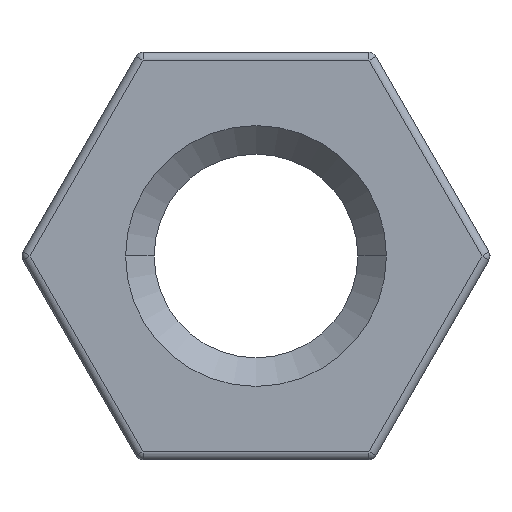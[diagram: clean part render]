
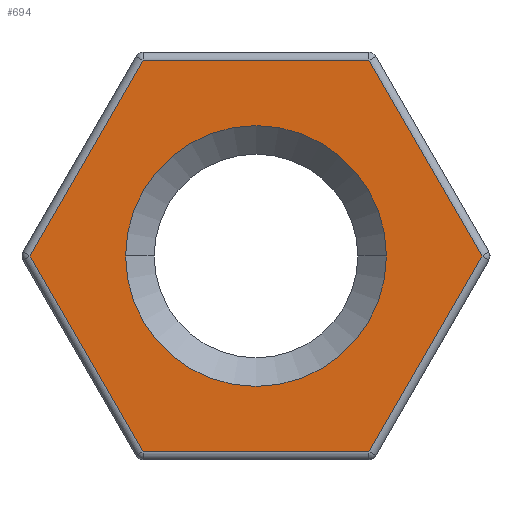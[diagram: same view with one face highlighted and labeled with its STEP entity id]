
A CAD part, left-side view. The second image highlights one B-rep face of the part: STEP entity #694.
In plain terms, the highlighted planar face has unit normal (-1, 0, 0).
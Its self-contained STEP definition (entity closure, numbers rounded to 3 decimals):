
#11 = DIRECTION ( 'NONE',  ( 0., 1., 0. ) ) ;
#13 = ORIENTED_EDGE ( 'NONE', *, *, #520, .T. ) ;
#15 = ORIENTED_EDGE ( 'NONE', *, *, #616, .T. ) ;
#16 = PLANE ( 'NONE',  #983 ) ;
#17 = ORIENTED_EDGE ( 'NONE', *, *, #1163, .T. ) ;
#22 = ORIENTED_EDGE ( 'NONE', *, *, #567, .T. ) ;
#23 = CARTESIAN_POINT ( 'NONE',  ( 0., 0., 0. ) ) ;
#24 = DIRECTION ( 'NONE',  ( 1., 0., 0. ) ) ;
#29 = ORIENTED_EDGE ( 'NONE', *, *, #697, .T. ) ;
#31 = DIRECTION ( 'NONE',  ( 1., 0., 0. ) ) ;
#33 = LINE ( 'NONE', #292, #883 ) ;
#47 = ORIENTED_EDGE ( 'NONE', *, *, #481, .T. ) ;
#56 = ORIENTED_EDGE ( 'NONE', *, *, #1073, .T. ) ;
#78 = ORIENTED_EDGE ( 'NONE', *, *, #815, .T. ) ;
#126 = DIRECTION ( 'NONE',  ( 0., 1., 0. ) ) ;
#127 = CARTESIAN_POINT ( 'NONE',  ( 0., 0., 2.4 ) ) ;
#150 = VERTEX_POINT ( 'NONE', #1274 ) ;
#156 = DIRECTION ( 'NONE',  ( 0., 1., 0. ) ) ;
#169 = LINE ( 'NONE', #453, #955 ) ;
#181 = DIRECTION ( 'NONE',  ( 0., -0.5, -0.866 ) ) ;
#206 = EDGE_LOOP ( 'NONE', ( #56, #78 ) ) ;
#245 = CARTESIAN_POINT ( 'NONE',  ( 0., 0., 0. ) ) ;
#251 = EDGE_LOOP ( 'NONE', ( #13, #15, #17, #22, #29, #47 ) ) ;
#285 = DIRECTION ( 'NONE',  ( 0., -1., 0. ) ) ;
#292 = CARTESIAN_POINT ( 'NONE',  ( 0., 0., -2.4 ) ) ;
#316 = LINE ( 'NONE', #324, #1050 ) ;
#323 = VERTEX_POINT ( 'NONE', #636 ) ;
#324 = CARTESIAN_POINT ( 'NONE',  ( 0., 2.078, -1.2 ) ) ;
#361 = DIRECTION ( 'NONE',  ( 0., 0.5, 0.866 ) ) ;
#362 = CARTESIAN_POINT ( 'NONE',  ( 0., -2.078, 1.2 ) ) ;
#366 = CARTESIAN_POINT ( 'NONE',  ( 0., -1.386, 2.4 ) ) ;
#390 = CARTESIAN_POINT ( 'NONE',  ( 0., 1.6, 0. ) ) ;
#431 = FACE_BOUND ( 'NONE', #206, .T. ) ;
#453 = CARTESIAN_POINT ( 'NONE',  ( 0., -2.078, -1.2 ) ) ;
#481 = EDGE_CURVE ( 'NONE', #323, #1013, #169, .T. ) ;
#518 = DIRECTION ( 'NONE',  ( 0., -0.5, 0.866 ) ) ;
#520 = EDGE_CURVE ( 'NONE', #1013, #548, #623, .T. ) ;
#547 = VERTEX_POINT ( 'NONE', #390 ) ;
#548 = VERTEX_POINT ( 'NONE', #366 ) ;
#567 = EDGE_CURVE ( 'NONE', #150, #1123, #316, .T. ) ;
#616 = EDGE_CURVE ( 'NONE', #548, #1015, #762, .T. ) ;
#618 = AXIS2_PLACEMENT_3D ( 'NONE', #976, #965, #964 ) ;
#623 = LINE ( 'NONE', #362, #1234 ) ;
#636 = CARTESIAN_POINT ( 'NONE',  ( 0., -1.386, -2.4 ) ) ;
#694 = ADVANCED_FACE ( 'NONE', ( #1149, #431 ), #16, .F. ) ;
#697 = EDGE_CURVE ( 'NONE', #1123, #323, #33, .T. ) ;
#738 = VECTOR ( 'NONE', #126, 1000. ) ;
#762 = LINE ( 'NONE', #127, #738 ) ;
#781 = CARTESIAN_POINT ( 'NONE',  ( 0., 1.386, -2.4 ) ) ;
#815 = EDGE_CURVE ( 'NONE', #957, #547, #1181, .T. ) ;
#883 = VECTOR ( 'NONE', #285, 1000. ) ;
#927 = CARTESIAN_POINT ( 'NONE',  ( 0., -2.771, 0. ) ) ;
#943 = VECTOR ( 'NONE', #1016, 1000. ) ;
#955 = VECTOR ( 'NONE', #518, 1000. ) ;
#957 = VERTEX_POINT ( 'NONE', #1176 ) ;
#964 = DIRECTION ( 'NONE',  ( 0., 1., 0. ) ) ;
#965 = DIRECTION ( 'NONE',  ( 1., 0., 0. ) ) ;
#976 = CARTESIAN_POINT ( 'NONE',  ( 0., 0., 0. ) ) ;
#983 = AXIS2_PLACEMENT_3D ( 'NONE', #23, #31, #11 ) ;
#1003 = AXIS2_PLACEMENT_3D ( 'NONE', #245, #24, #156 ) ;
#1013 = VERTEX_POINT ( 'NONE', #927 ) ;
#1015 = VERTEX_POINT ( 'NONE', #1139 ) ;
#1016 = DIRECTION ( 'NONE',  ( 0., 0.5, -0.866 ) ) ;
#1017 = CARTESIAN_POINT ( 'NONE',  ( 0., 2.078, 1.2 ) ) ;
#1050 = VECTOR ( 'NONE', #181, 1000. ) ;
#1073 = EDGE_CURVE ( 'NONE', #547, #957, #1256, .T. ) ;
#1123 = VERTEX_POINT ( 'NONE', #781 ) ;
#1131 = LINE ( 'NONE', #1017, #943 ) ;
#1139 = CARTESIAN_POINT ( 'NONE',  ( 0., 1.386, 2.4 ) ) ;
#1149 = FACE_OUTER_BOUND ( 'NONE', #251, .T. ) ;
#1163 = EDGE_CURVE ( 'NONE', #1015, #150, #1131, .T. ) ;
#1176 = CARTESIAN_POINT ( 'NONE',  ( 0., -1.6, 0. ) ) ;
#1181 = CIRCLE ( 'NONE', #618, 1.6 ) ;
#1234 = VECTOR ( 'NONE', #361, 1000. ) ;
#1256 = CIRCLE ( 'NONE', #1003, 1.6 ) ;
#1274 = CARTESIAN_POINT ( 'NONE',  ( 0., 2.771, 0. ) ) ;
